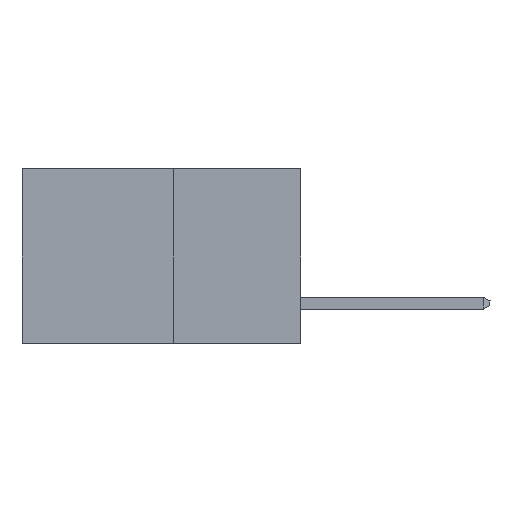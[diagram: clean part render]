
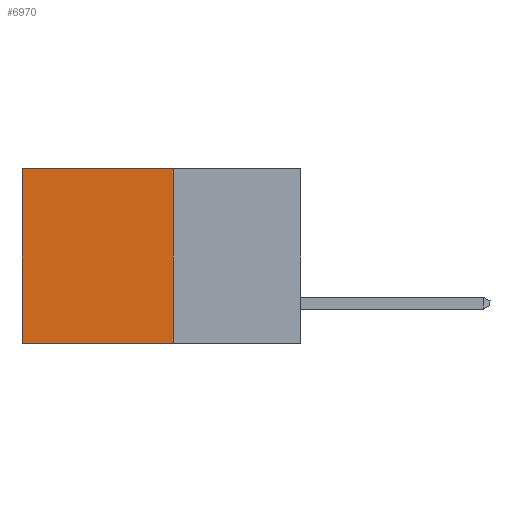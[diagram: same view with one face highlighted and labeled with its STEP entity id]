
A CAD part, left-side view. The second image highlights one B-rep face of the part: STEP entity #6970.
In plain terms, the highlighted planar face has unit normal (-1, 0, 0).
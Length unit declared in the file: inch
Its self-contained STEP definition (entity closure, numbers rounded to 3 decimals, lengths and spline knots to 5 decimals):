
#657 = VECTOR ( 'NONE', #12632, 39.37008 ) ;
#800 = CARTESIAN_POINT ( 'NONE',  ( 0.277, 0.59, 0. ) ) ;
#1067 = PLANE ( 'NONE',  #9896 ) ;
#1197 = CARTESIAN_POINT ( 'NONE',  ( 0.277, 0.27, 0. ) ) ;
#1357 = ORIENTED_EDGE ( 'NONE', *, *, #5338, .T. ) ;
#1571 = CARTESIAN_POINT ( 'NONE',  ( 0.277, 0.27, -0.37 ) ) ;
#2574 = LINE ( 'NONE', #8761, #9945 ) ;
#3250 = VERTEX_POINT ( 'NONE', #800 ) ;
#3936 = LINE ( 'NONE', #1571, #11850 ) ;
#4648 = DIRECTION ( 'NONE',  ( 0., 1., 0. ) ) ;
#4808 = CARTESIAN_POINT ( 'NONE',  ( 0.277, 0.27, -0.37 ) ) ;
#5338 = EDGE_CURVE ( 'NONE', #3250, #9964, #11550, .T. ) ;
#5383 = DIRECTION ( 'NONE',  ( 1., 0., 0. ) ) ;
#5813 = VERTEX_POINT ( 'NONE', #1197 ) ;
#5884 = CARTESIAN_POINT ( 'NONE',  ( 0.277, 0.27, -0.37 ) ) ;
#6066 = ORIENTED_EDGE ( 'NONE', *, *, #7927, .F. ) ;
#6334 = VECTOR ( 'NONE', #12081, 39.37008 ) ;
#6970 = ADVANCED_FACE ( 'NONE', ( #9597 ), #1067, .F. ) ;
#7094 = ORIENTED_EDGE ( 'NONE', *, *, #13467, .T. ) ;
#7927 = EDGE_CURVE ( 'NONE', #5813, #9550, #3936, .T. ) ;
#7942 = EDGE_CURVE ( 'NONE', #9550, #9964, #9132, .T. ) ;
#7954 = DIRECTION ( 'NONE',  ( 0., 0., -1. ) ) ;
#8544 = CARTESIAN_POINT ( 'NONE',  ( 0.277, 0.59, -0.37 ) ) ;
#8761 = CARTESIAN_POINT ( 'NONE',  ( 0.277, 0.27, 0. ) ) ;
#9132 = LINE ( 'NONE', #5884, #6334 ) ;
#9550 = VERTEX_POINT ( 'NONE', #4808 ) ;
#9597 = FACE_OUTER_BOUND ( 'NONE', #12070, .T. ) ;
#9896 = AXIS2_PLACEMENT_3D ( 'NONE', #10576, #5383, #12606 ) ;
#9945 = VECTOR ( 'NONE', #4648, 39.37008 ) ;
#9964 = VERTEX_POINT ( 'NONE', #8544 ) ;
#10576 = CARTESIAN_POINT ( 'NONE',  ( 0.277, 0.27, -0.37 ) ) ;
#11125 = ORIENTED_EDGE ( 'NONE', *, *, #7942, .F. ) ;
#11550 = LINE ( 'NONE', #12492, #657 ) ;
#11850 = VECTOR ( 'NONE', #7954, 39.37008 ) ;
#12070 = EDGE_LOOP ( 'NONE', ( #1357, #11125, #6066, #7094 ) ) ;
#12081 = DIRECTION ( 'NONE',  ( 0., 1., 0. ) ) ;
#12492 = CARTESIAN_POINT ( 'NONE',  ( 0.277, 0.59, -0.37 ) ) ;
#12606 = DIRECTION ( 'NONE',  ( 0., 0., -1. ) ) ;
#12632 = DIRECTION ( 'NONE',  ( 0., 0., -1. ) ) ;
#13467 = EDGE_CURVE ( 'NONE', #5813, #3250, #2574, .T. ) ;
